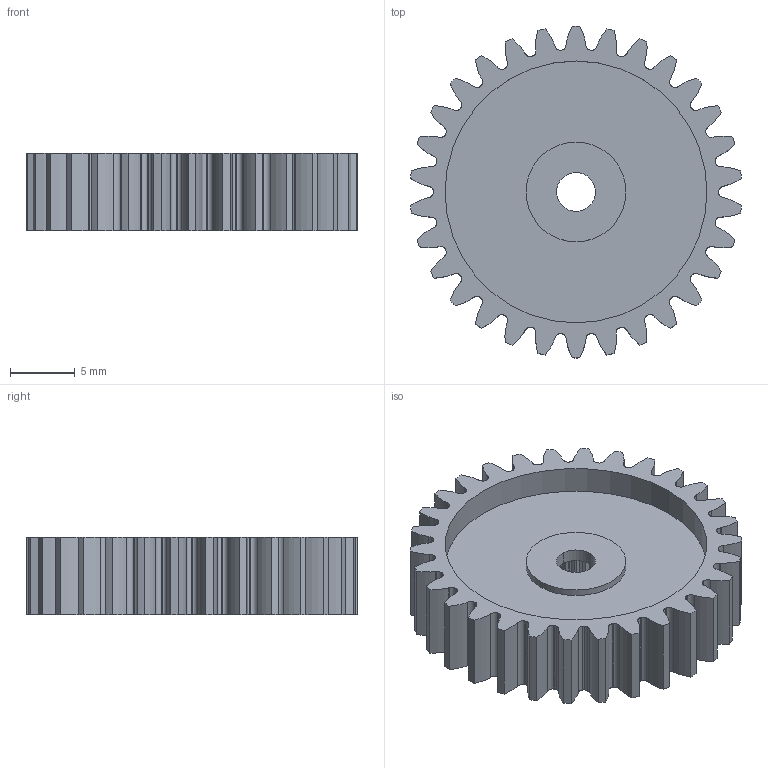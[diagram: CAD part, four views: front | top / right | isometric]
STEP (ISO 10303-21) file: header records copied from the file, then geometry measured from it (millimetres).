
FILE_DESCRIPTION (( 'STEP AP203' ), '1' );
FILE_NAME ('2305-0025-0030.STEP', '2017-04-27T19:16:03', ( '' ), ( '' ), 'SwSTEP 2.0', 'SolidWorks 2016', '' );
FILE_SCHEMA (( 'CONFIG_CONTROL_DESIGN' ));
Length unit declared in the file: millimetre
Products named in the file (1): 2305-0025-0030
Bounding box: 25.51 x 25.6 x 6 mm (x, y, z)
Volume: 1352.7 mm3; surface area: 2229.3 mm2
Topology: 1 solids, 1 shells, 361 faces, 1059 edges, 706 vertices
Faces by surface type: cylinder 123, bspline 120, plane 118
Entity records: 16140 total; most frequent: CARTESIAN_POINT 7047, ORIENTED_EDGE 2118, DIRECTION 1549, EDGE_CURVE 1059, VERTEX_POINT 706, VECTOR 573, LINE 573, AXIS2_PLACEMENT_3D 488
